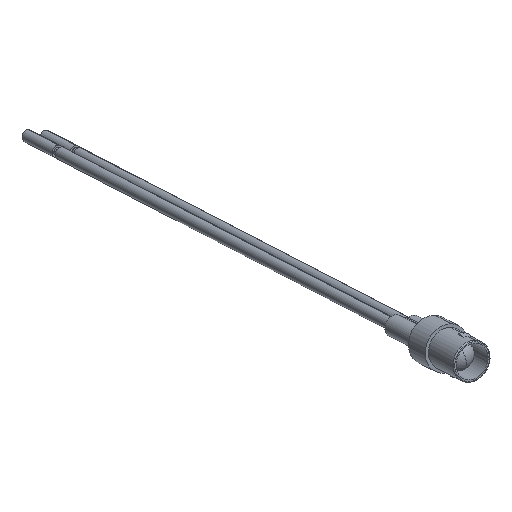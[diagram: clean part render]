
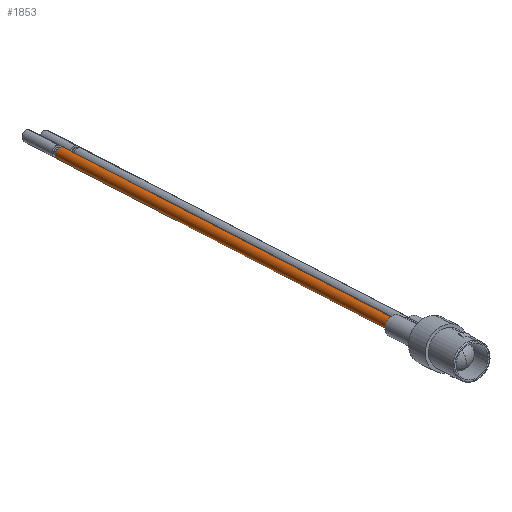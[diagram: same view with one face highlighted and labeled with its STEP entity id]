
A CAD part, top view. The second image highlights one B-rep face of the part: STEP entity #1853.
In plain terms, the highlighted cylindrical face has radius 1.1 mm (diameter 2.2 mm), a partial arc.
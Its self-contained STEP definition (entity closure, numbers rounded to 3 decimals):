
#1779=CARTESIAN_POINT('Axis2P3D Location',(-1.8,0.,-61.7)) ;
#1819=CARTESIAN_POINT('Line Origine',(-1.8,-1.1,-61.7)) ;
#1823=CARTESIAN_POINT('Vertex',(-1.8,-1.1,-108.)) ;
#1825=CARTESIAN_POINT('Vertex',(-1.8,-1.1,-5.4)) ;
#1828=CARTESIAN_POINT('Axis2P3D Location',(-1.8,0.,-5.4)) ;
#1832=CARTESIAN_POINT('Vertex',(-1.8,1.1,-5.4)) ;
#1835=CARTESIAN_POINT('Line Origine',(-1.8,1.1,-61.7)) ;
#1839=CARTESIAN_POINT('Vertex',(-1.8,1.1,-108.)) ;
#1842=CARTESIAN_POINT('Axis2P3D Location',(-1.8,0.,-108.)) ;
#1780=DIRECTION('Axis2P3D Direction',(0.,0.,1.)) ;
#1781=DIRECTION('Axis2P3D XDirection',(0.,1.,0.)) ;
#1820=DIRECTION('Vector Direction',(0.,0.,1.)) ;
#1829=DIRECTION('Axis2P3D Direction',(0.,0.,1.)) ;
#1836=DIRECTION('Vector Direction',(0.,0.,1.)) ;
#1843=DIRECTION('Axis2P3D Direction',(0.,0.,1.)) ;
#1782=AXIS2_PLACEMENT_3D('Cylinder Axis2P3D',#1779,#1780,#1781) ;
#1830=AXIS2_PLACEMENT_3D('Circle Axis2P3D',#1828,#1829,$) ;
#1844=AXIS2_PLACEMENT_3D('Circle Axis2P3D',#1842,#1843,$) ;
#1848=ORIENTED_EDGE('',*,*,#1827,.T.) ;
#1849=ORIENTED_EDGE('',*,*,#1834,.F.) ;
#1850=ORIENTED_EDGE('',*,*,#1841,.F.) ;
#1851=ORIENTED_EDGE('',*,*,#1846,.T.) ;
#1821=VECTOR('Line Direction',#1820,1.) ;
#1837=VECTOR('Line Direction',#1836,1.) ;
#1853=ADVANCED_FACE('Cavetti',(#1852),#1783,.T.) ;
#1831=CIRCLE('generated circle',#1830,1.1) ;
#1845=CIRCLE('generated circle',#1844,1.1) ;
#1783=CYLINDRICAL_SURFACE('generated cylinder',#1782,1.1) ;
#1827=EDGE_CURVE('',#1824,#1826,#1822,.T.) ;
#1834=EDGE_CURVE('',#1833,#1826,#1831,.T.) ;
#1841=EDGE_CURVE('',#1840,#1833,#1838,.T.) ;
#1846=EDGE_CURVE('',#1840,#1824,#1845,.T.) ;
#1847=EDGE_LOOP('',(#1848,#1849,#1850,#1851)) ;
#1852=FACE_OUTER_BOUND('',#1847,.T.) ;
#1822=LINE('Line',#1819,#1821) ;
#1838=LINE('Line',#1835,#1837) ;
#1824=VERTEX_POINT('',#1823) ;
#1826=VERTEX_POINT('',#1825) ;
#1833=VERTEX_POINT('',#1832) ;
#1840=VERTEX_POINT('',#1839) ;
